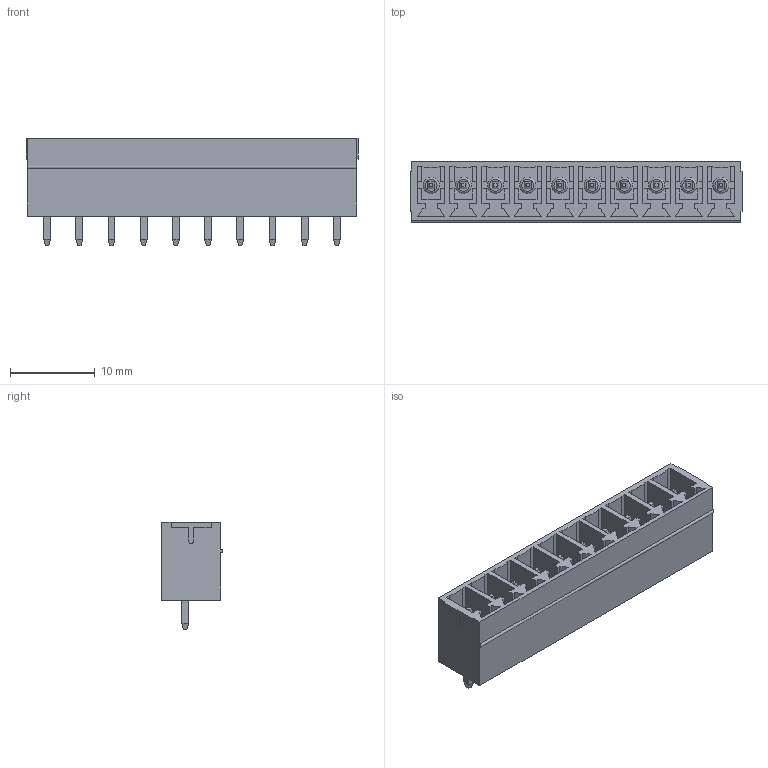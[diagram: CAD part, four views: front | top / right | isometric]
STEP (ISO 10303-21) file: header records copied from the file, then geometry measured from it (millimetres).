
FILE_DESCRIPTION( ( 'Unknown' ), '1' );
FILE_NAME( '691321300010.stp', 'Unknown', ( 'Unknown' ), ( 'Unknown' ), 'PSStep 14.0', 'Unknown', ' ' );
FILE_SCHEMA( ( 'AUTOMOTIVE_DESIGN { 1 0 10303 214 1 1 1 1 }' ) );
Length unit declared in the file: millimetre
Products named in the file (3): Assem1; 6913213000xx_PIN; 691321300010
Assembly tree (11 placements, depth 2):
  Assem1
    6913213000xx_PIN  x10
    691321300010
Bounding box: 39.29 x 7.2 x 12.7 mm (x, y, z)
Volume: 1268.5 mm3; surface area: 3759.8 mm2
Topology: 11 solids, 11 shells, 594 faces, 1586 edges, 1024 vertices
Faces by surface type: plane 551, cylinder 33, torus 10
Full cylindrical faces by diameter (mm): 1.9 x10
Entity records: 18670 total; most frequent: CARTESIAN_POINT 2654, ORIENTED_EDGE 2608, DIRECTION 2340, EDGE_CURVE 1304, LINE 1228, VECTOR 1228, VERTEX_POINT 870, AXIS2_PLACEMENT_3D 556
